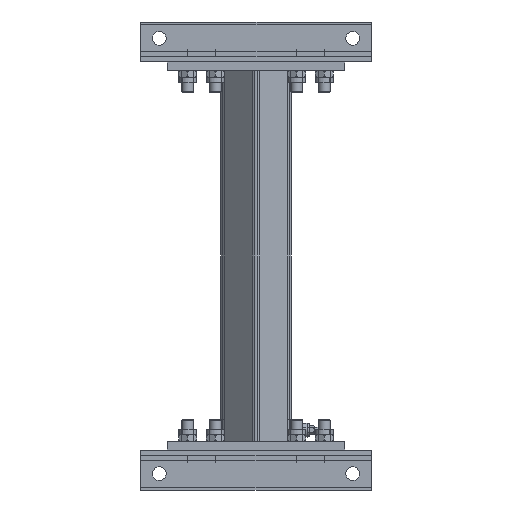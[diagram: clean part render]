
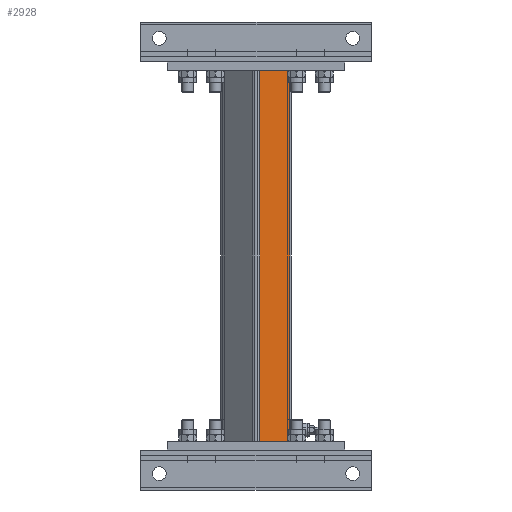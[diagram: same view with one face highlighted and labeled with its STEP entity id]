
A CAD part, left-side view. The second image highlights one B-rep face of the part: STEP entity #2928.
In plain terms, the highlighted face is planar.
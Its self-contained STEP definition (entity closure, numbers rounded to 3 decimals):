
#2928=ADVANCED_FACE('',(#5313),#5314,.T.);
#5313=FACE_OUTER_BOUND('',#7715,.T.);
#5314=PLANE('',#7716);
#7715=EDGE_LOOP('',(#11605,#11606,#11607,#11608));
#7716=AXIS2_PLACEMENT_3D('',#11609,#11610,#11611);
#11605=ORIENTED_EDGE('',*,*,#15247,.T.);
#11606=ORIENTED_EDGE('',*,*,#15248,.F.);
#11607=ORIENTED_EDGE('',*,*,#15249,.T.);
#11608=ORIENTED_EDGE('',*,*,#14134,.T.);
#11609=CARTESIAN_POINT('',(0.,60.,0.));
#11610=DIRECTION('',(0.,1.,0.));
#11611=DIRECTION('',(-1.,0.,0.));
#14134=EDGE_CURVE('',#16303,#16301,#16304,.T.);
#15247=EDGE_CURVE('',#16301,#17966,#17967,.T.);
#15248=EDGE_CURVE('',#17968,#17966,#17969,.T.);
#15249=EDGE_CURVE('',#17968,#16303,#17970,.T.);
#16301=VERTEX_POINT('',#19726);
#16303=VERTEX_POINT('',#19728);
#16304=LINE('',#19729,#19730);
#17966=VERTEX_POINT('',#23954);
#17967=LINE('',#23955,#23956);
#17968=VERTEX_POINT('',#23957);
#17969=LINE('',#23958,#23959);
#17970=LINE('',#23960,#23961);
#19726=CARTESIAN_POINT('',(-48.,60.,835.));
#19728=CARTESIAN_POINT('',(-48.,60.,0.));
#19729=CARTESIAN_POINT('',(-48.,60.,0.));
#19730=VECTOR('',#25735,1.);
#23954=CARTESIAN_POINT('',(48.,60.,835.));
#23955=CARTESIAN_POINT('',(48.,60.,835.));
#23956=VECTOR('',#26876,1.);
#23957=CARTESIAN_POINT('',(48.,60.,0.));
#23958=CARTESIAN_POINT('',(48.,60.,0.));
#23959=VECTOR('',#26877,1.);
#23960=CARTESIAN_POINT('',(48.,60.,0.));
#23961=VECTOR('',#26878,1.);
#25735=DIRECTION('',(0.,0.,1.));
#26876=DIRECTION('',(1.,0.,0.));
#26877=DIRECTION('',(0.,0.,1.));
#26878=DIRECTION('',(-1.,0.,0.));
